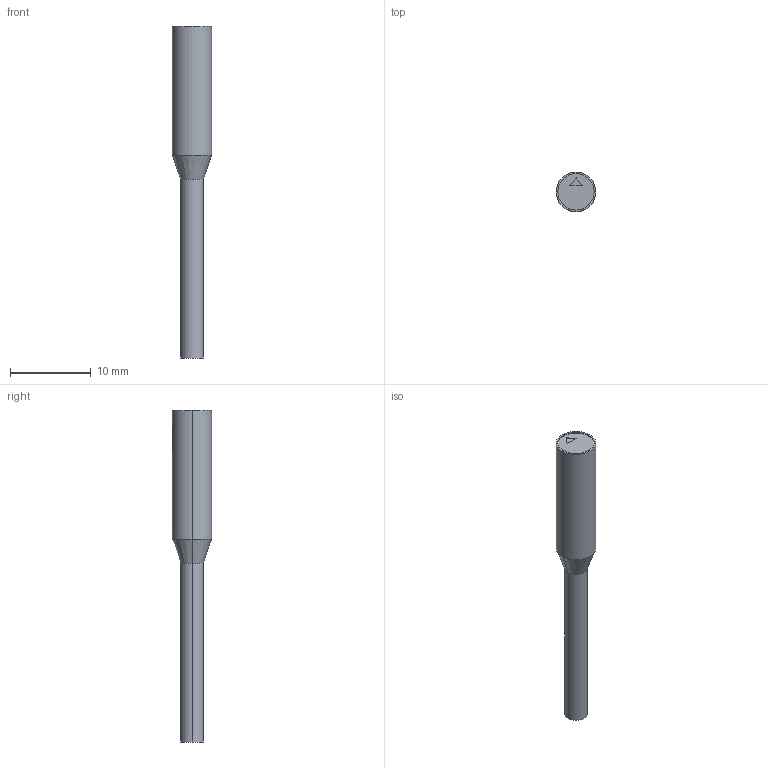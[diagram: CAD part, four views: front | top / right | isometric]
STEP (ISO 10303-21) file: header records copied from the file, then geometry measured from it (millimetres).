
FILE_DESCRIPTION (( 'STEP AP214' ), '1' );
FILE_NAME ('MR-P10-X.STEP', '2015-09-23T06:05:21', ( '' ), ( '' ), 'SwSTEP 2.0', 'SolidWorks 2013', '' );
FILE_SCHEMA (( 'AUTOMOTIVE_DESIGN' ));
Length unit declared in the file: millimetre
Products named in the file (1): MR-P10-X
Bounding box: 4.9 x 4.9 x 41.1 mm (x, y, z)
Volume: 470 mm3; surface area: 544.5 mm2
Topology: 1 solids, 1 shells, 28 faces, 61 edges, 40 vertices
Faces by surface type: cylinder 13, plane 13, cone 2
Entity records: 1038 total; most frequent: CARTESIAN_POINT 168, DIRECTION 133, ORIENTED_EDGE 122, EDGE_CURVE 61, AXIS2_PLACEMENT_3D 49, VERTEX_POINT 40, LINE 35, VECTOR 35
